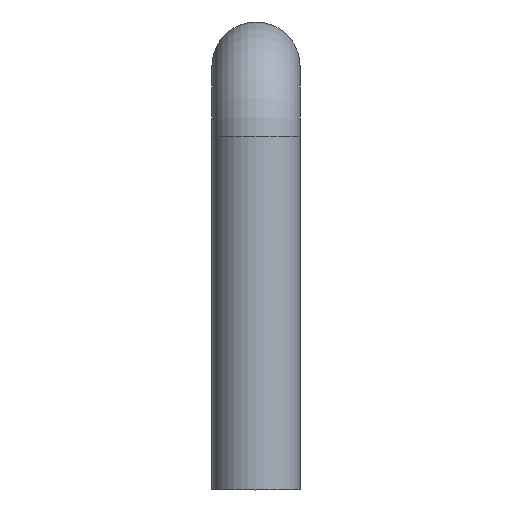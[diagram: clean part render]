
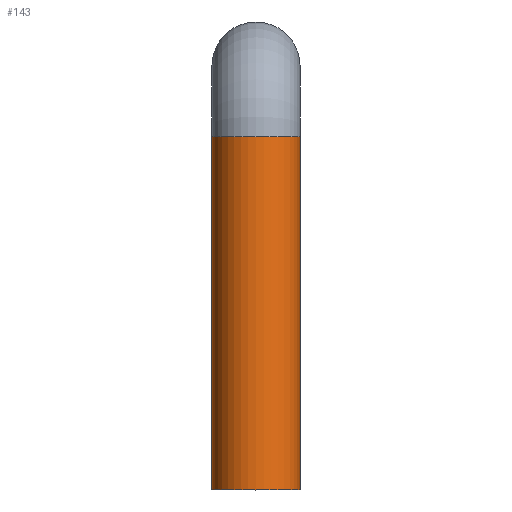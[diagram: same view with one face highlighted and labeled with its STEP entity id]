
A CAD part, left-side view. The second image highlights one B-rep face of the part: STEP entity #143.
In plain terms, the highlighted cylindrical face has radius 0.375 mm (diameter 0.75 mm), a full revolution.
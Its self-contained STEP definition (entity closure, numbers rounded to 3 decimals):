
#122 = VERTEX_POINT('',#123);
#123 = CARTESIAN_POINT('',(-32.,0.375,0.5));
#130 = EDGE_CURVE('',#122,#122,#131,.T.);
#131 = CIRCLE('',#132,0.375);
#132 = AXIS2_PLACEMENT_3D('',#133,#134,#135);
#133 = CARTESIAN_POINT('',(-32.,0.,0.5));
#134 = DIRECTION('',(0.,0.,1.));
#135 = DIRECTION('',(-1.,0.,0.));
#143 = ADVANCED_FACE('',(#144),#163,.T.);
#144 = FACE_BOUND('',#145,.T.);
#145 = EDGE_LOOP('',(#146,#154,#161,#162));
#146 = ORIENTED_EDGE('',*,*,#147,.T.);
#147 = EDGE_CURVE('',#122,#148,#150,.T.);
#148 = VERTEX_POINT('',#149);
#149 = CARTESIAN_POINT('',(-32.,0.375,-2.5));
#150 = LINE('',#151,#152);
#151 = CARTESIAN_POINT('',(-32.,0.375,0.5));
#152 = VECTOR('',#153,1.);
#153 = DIRECTION('',(-0.,0.,-1.));
#154 = ORIENTED_EDGE('',*,*,#155,.T.);
#155 = EDGE_CURVE('',#148,#148,#156,.T.);
#156 = CIRCLE('',#157,0.375);
#157 = AXIS2_PLACEMENT_3D('',#158,#159,#160);
#158 = CARTESIAN_POINT('',(-32.,0.,-2.5));
#159 = DIRECTION('',(0.,0.,1.));
#160 = DIRECTION('',(0.,1.,0.));
#161 = ORIENTED_EDGE('',*,*,#147,.F.);
#162 = ORIENTED_EDGE('',*,*,#130,.F.);
#163 = CYLINDRICAL_SURFACE('',#164,0.375);
#164 = AXIS2_PLACEMENT_3D('',#165,#166,#167);
#165 = CARTESIAN_POINT('',(-32.,0.,0.5));
#166 = DIRECTION('',(-0.,0.,-1.));
#167 = DIRECTION('',(0.,1.,0.));
